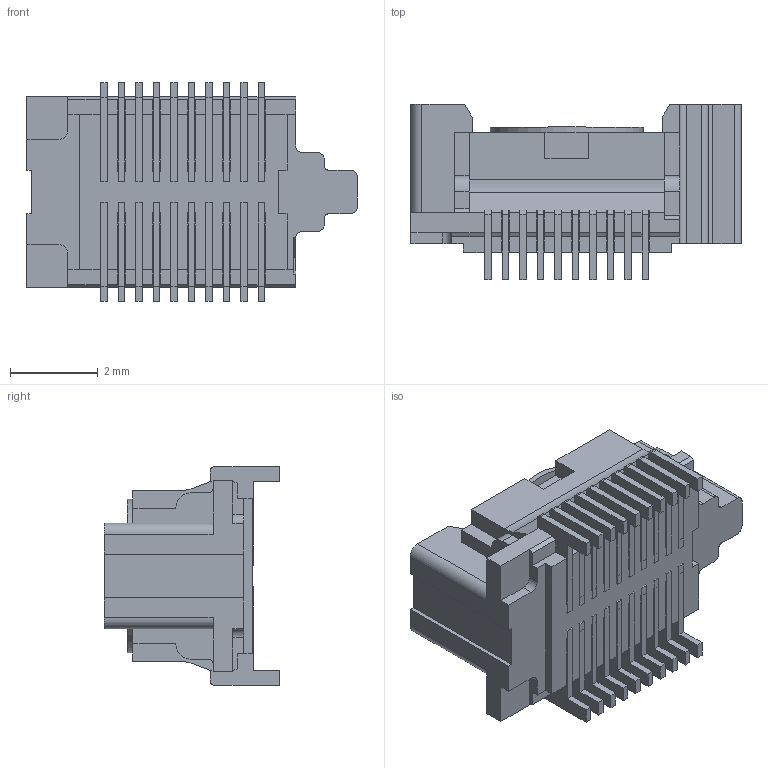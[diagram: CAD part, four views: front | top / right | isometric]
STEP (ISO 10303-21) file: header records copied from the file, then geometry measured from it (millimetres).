
FILE_DESCRIPTION(/* description */ ('STEP AP214'),/* implementation_level */ '2;1');
FILE_NAME(/* name */ 'SS4-10-3.50-L-D-K-TR',/* time_stamp */ '2024-12-04T10:58:39+01:00',/* author */ ('License CC BY-ND 4.0'),/* organization */ ('CADENAS'),/* preprocessor_version */ 'ST-DEVELOPER v19.3',/* originating_system */ 'PARTsolutions',/* authorisation */ ' ');
FILE_SCHEMA (('AUTOMOTIVE_DESIGN {1 0 10303 214 3 1 1}'));
Length unit declared in the file: millimetre
Products named in the file (5): SS4-10-3.50-L-D-K-TR; SS4-10_socket; C-229-10-3.50; C-229-10-3.002; K-DOT-.138-.250-.005_polyamide_pick
Assembly tree (4 placements, depth 2):
  SS4-10-3.50-L-D-K-TR
    SS4-10_socket
    C-229-10-3.50
    C-229-10-3.002
    K-DOT-.138-.250-.005_polyamide_pick
Bounding box: 7.54 x 4 x 5 mm (x, y, z)
Volume: 53.4 mm3; surface area: 410.8 mm2
Topology: 4 solids, 4 shells, 828 faces, 2574 edges, 1714 vertices
Faces by surface type: plane 761, cylinder 67
Full cylindrical faces by diameter (mm): 3.5 x1
Entity records: 28350 total; most frequent: ORIENTED_EDGE 5146, CARTESIAN_POINT 5120, DIRECTION 4374, EDGE_CURVE 2573, LINE 2438, VECTOR 2438, VERTEX_POINT 1714, AXIS2_PLACEMENT_3D 968
